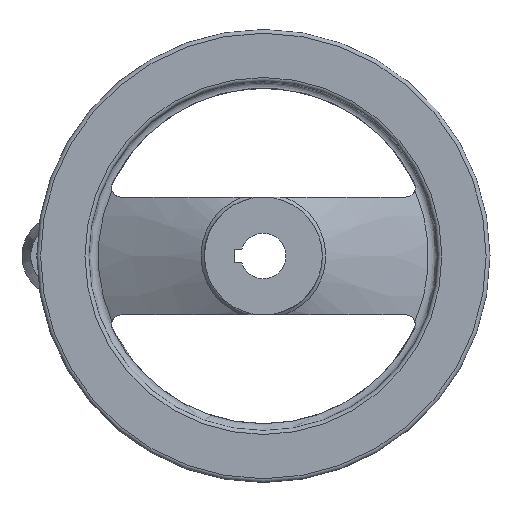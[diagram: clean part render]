
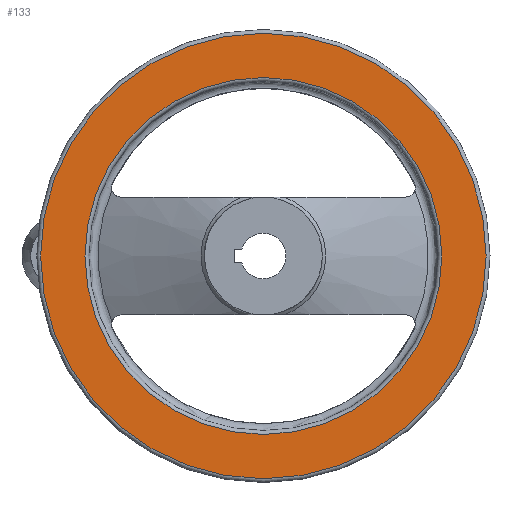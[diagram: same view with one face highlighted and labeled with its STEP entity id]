
A CAD part, left-side view. The second image highlights one B-rep face of the part: STEP entity #133.
In plain terms, the highlighted planar face has unit normal (-1, 0, 0).
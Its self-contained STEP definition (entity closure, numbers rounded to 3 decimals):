
#133 = ADVANCED_FACE( '', ( #279, #280 ), #281, .F. );
#279 = FACE_OUTER_BOUND( '', #451, .T. );
#280 = FACE_BOUND( '', #452, .T. );
#281 = PLANE( '', #453 );
#451 = EDGE_LOOP( '', ( #752 ) );
#452 = EDGE_LOOP( '', ( #753 ) );
#453 = AXIS2_PLACEMENT_3D( '', #754, #755, #756 );
#752 = ORIENTED_EDGE( '', *, *, #859, .F. );
#753 = ORIENTED_EDGE( '', *, *, #863, .T. );
#754 = CARTESIAN_POINT( '', ( 16.15, 39.375, 0. ) );
#755 = DIRECTION( '', ( 1., 0., 0. ) );
#756 = DIRECTION( '', ( 0., 0., -1. ) );
#859 = EDGE_CURVE( '', #1028, #1028, #1029, .T. );
#863 = EDGE_CURVE( '', #1033, #1033, #1034, .T. );
#1028 = VERTEX_POINT( '', #1513 );
#1029 = CIRCLE( '', #1514, 49.15 );
#1033 = VERTEX_POINT( '', #1518 );
#1034 = CIRCLE( '', #1519, 39.375 );
#1513 = CARTESIAN_POINT( '', ( 16.15, 0., -49.15 ) );
#1514 = AXIS2_PLACEMENT_3D( '', #1631, #1632, #1633 );
#1518 = CARTESIAN_POINT( '', ( 16.15, 0., -39.375 ) );
#1519 = AXIS2_PLACEMENT_3D( '', #1634, #1635, #1636 );
#1631 = CARTESIAN_POINT( '', ( 16.15, 0., 0. ) );
#1632 = DIRECTION( '', ( 1., 0., 0. ) );
#1633 = DIRECTION( '', ( 0., 0., -1. ) );
#1634 = CARTESIAN_POINT( '', ( 16.15, 0., 0. ) );
#1635 = DIRECTION( '', ( 1., 0., 0. ) );
#1636 = DIRECTION( '', ( 0., 0., -1. ) );
